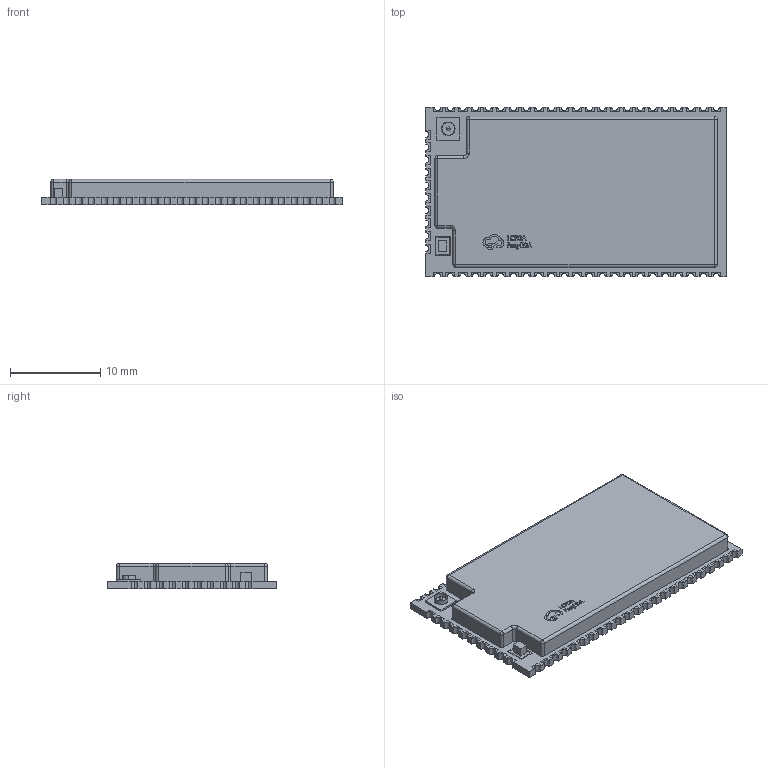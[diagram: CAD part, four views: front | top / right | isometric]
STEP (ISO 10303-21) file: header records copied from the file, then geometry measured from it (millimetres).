
FILE_DESCRIPTION (( 'STEP AP214' ), '1' );
FILE_NAME ('WIRELM-SMD_L33.2-W18.7-H2.8-HLK-7688A.step', '2022-07-15T13:55:23', ( '' ), ( '' ), 'SwSTEP 2.0', 'SolidWorks 2020', '' );
FILE_SCHEMA (( 'AUTOMOTIVE_DESIGN' ));
Length unit declared in the file: millimetre
Products named in the file (1): WIRELM-SMD_L33.2-W18.7-H2.8-HLK-7688A
Bounding box: 33.2 x 18.7 x 2.8 mm (x, y, z)
Volume: 1482.8 mm3; surface area: 1514.1 mm2
Topology: 14 solids, 14 shells, 536 faces, 1753 edges, 1255 vertices
Faces by surface type: plane 340, bspline 98, cylinder 88, sphere 8, torus 2
Entity records: 26122 total; most frequent: CARTESIAN_POINT 5035, ORIENTED_EDGE 3486, DIRECTION 2587, EDGE_CURVE 1743, LINE 1349, VECTOR 1349, VERTEX_POINT 1253, AXIS2_PLACEMENT_3D 619
